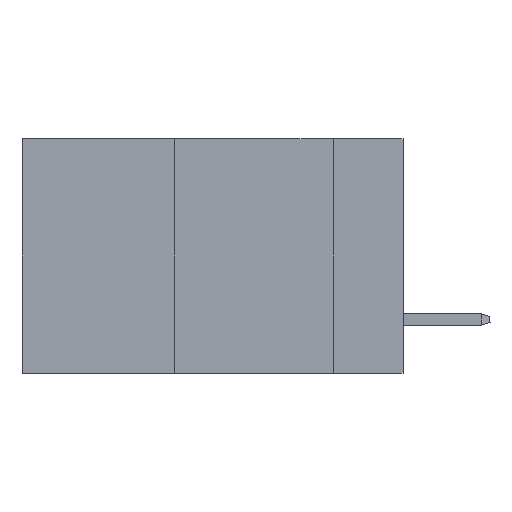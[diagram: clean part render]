
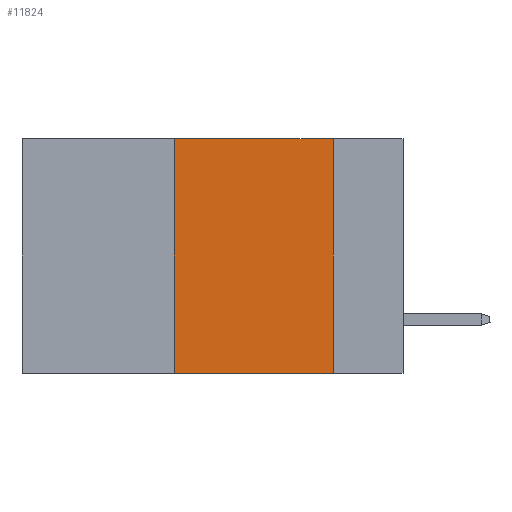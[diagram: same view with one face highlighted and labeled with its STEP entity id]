
A CAD part, left-side view. The second image highlights one B-rep face of the part: STEP entity #11824.
In plain terms, the highlighted planar face has unit normal (-1, 0, 0).
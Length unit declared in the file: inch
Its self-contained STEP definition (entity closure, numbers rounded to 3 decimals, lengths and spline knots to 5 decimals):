
#1864 = VECTOR ( 'NONE', #32990, 39.37008 ) ;
#6028 = FACE_OUTER_BOUND ( 'NONE', #6077, .T. ) ;
#6077 = EDGE_LOOP ( 'NONE', ( #9116, #10250, #32985, #28237 ) ) ;
#7274 = VECTOR ( 'NONE', #13203, 39.37008 ) ;
#7967 = CARTESIAN_POINT ( 'NONE',  ( 0., 0.11, 0. ) ) ;
#9116 = ORIENTED_EDGE ( 'NONE', *, *, #37153, .F. ) ;
#10250 = ORIENTED_EDGE ( 'NONE', *, *, #13035, .F. ) ;
#11824 = ADVANCED_FACE ( 'NONE', ( #6028 ), #19081, .F. ) ;
#12673 = CARTESIAN_POINT ( 'NONE',  ( 0., 0.6, 0. ) ) ;
#13035 = EDGE_CURVE ( 'NONE', #30223, #41691, #35353, .T. ) ;
#13203 = DIRECTION ( 'NONE',  ( 0., 0., 1. ) ) ;
#13413 = CARTESIAN_POINT ( 'NONE',  ( 0., 0.6, -0.37 ) ) ;
#14821 = LINE ( 'NONE', #15446, #33431 ) ;
#15446 = CARTESIAN_POINT ( 'NONE',  ( 0., 0.11, 0. ) ) ;
#15866 = CARTESIAN_POINT ( 'NONE',  ( 0., 0.6, 0. ) ) ;
#18041 = VERTEX_POINT ( 'NONE', #23094 ) ;
#18521 = AXIS2_PLACEMENT_3D ( 'NONE', #15866, #28927, #25712 ) ;
#19081 = PLANE ( 'NONE',  #18521 ) ;
#23094 = CARTESIAN_POINT ( 'NONE',  ( 0., 0.11, -0.37 ) ) ;
#23238 = LINE ( 'NONE', #27099, #7274 ) ;
#25712 = DIRECTION ( 'NONE',  ( 0., 0., -1. ) ) ;
#26784 = VERTEX_POINT ( 'NONE', #30618 ) ;
#27099 = CARTESIAN_POINT ( 'NONE',  ( 0., 0.36, 0. ) ) ;
#27875 = DIRECTION ( 'NONE',  ( 0., 0., -1. ) ) ;
#28237 = ORIENTED_EDGE ( 'NONE', *, *, #33779, .T. ) ;
#28927 = DIRECTION ( 'NONE',  ( 1., 0., 0. ) ) ;
#29920 = EDGE_CURVE ( 'NONE', #26784, #30223, #23238, .T. ) ;
#30223 = VERTEX_POINT ( 'NONE', #32193 ) ;
#30618 = CARTESIAN_POINT ( 'NONE',  ( 0., 0.36, -0.37 ) ) ;
#32193 = CARTESIAN_POINT ( 'NONE',  ( 0., 0.36, 0. ) ) ;
#32985 = ORIENTED_EDGE ( 'NONE', *, *, #29920, .F. ) ;
#32990 = DIRECTION ( 'NONE',  ( 0., -1., 0. ) ) ;
#33431 = VECTOR ( 'NONE', #27875, 39.37008 ) ;
#33779 = EDGE_CURVE ( 'NONE', #26784, #18041, #40362, .T. ) ;
#35353 = LINE ( 'NONE', #12673, #1864 ) ;
#36931 = DIRECTION ( 'NONE',  ( 0., -1., 0. ) ) ;
#37153 = EDGE_CURVE ( 'NONE', #41691, #18041, #14821, .T. ) ;
#40064 = VECTOR ( 'NONE', #36931, 39.37008 ) ;
#40362 = LINE ( 'NONE', #13413, #40064 ) ;
#41691 = VERTEX_POINT ( 'NONE', #7967 ) ;
